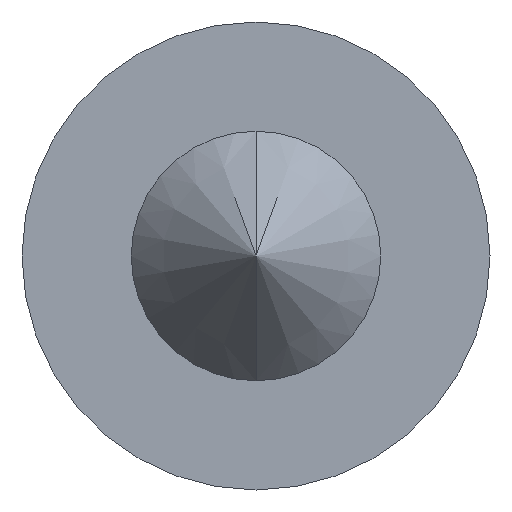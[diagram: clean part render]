
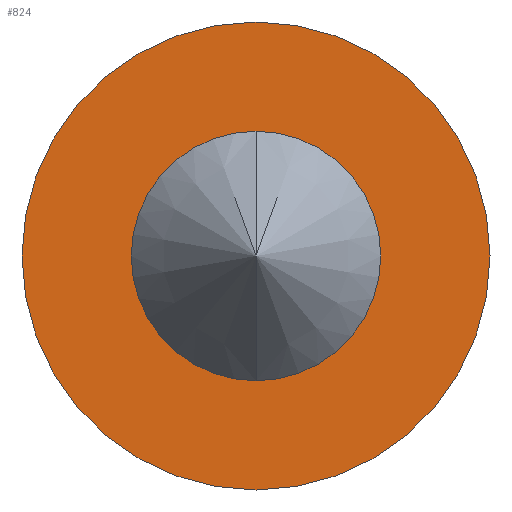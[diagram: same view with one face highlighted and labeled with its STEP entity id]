
A CAD part, front view. The second image highlights one B-rep face of the part: STEP entity #824.
In plain terms, the highlighted planar face has unit normal (0, -1, 0).
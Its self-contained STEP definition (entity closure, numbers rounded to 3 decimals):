
#25 = AXIS2_PLACEMENT_3D ( 'NONE', #283, #284, #285 ) ;
#47 = AXIS2_PLACEMENT_3D ( 'NONE', #716, #717, #718 ) ;
#103 = DIRECTION ( 'NONE',  ( 0., 1., 0. ) ) ;
#104 = DIRECTION ( 'NONE',  ( 0., 0., -1. ) ) ;
#283 = CARTESIAN_POINT ( 'NONE',  ( 0., 0., 0. ) ) ;
#284 = DIRECTION ( 'NONE',  ( 0., 1., 0. ) ) ;
#285 = DIRECTION ( 'NONE',  ( 0., 0., 1. ) ) ;
#347 = VERTEX_POINT ( 'NONE', #477 ) ;
#348 = VERTEX_POINT ( 'NONE', #478 ) ;
#349 = VERTEX_POINT ( 'NONE', #479 ) ;
#366 = VERTEX_POINT ( 'NONE', #496 ) ;
#377 = EDGE_LOOP ( 'NONE', ( #393, #394 ) ) ;
#378 = EDGE_LOOP ( 'NONE', ( #396, #395 ) ) ;
#393 = ORIENTED_EDGE ( 'NONE', *, *, #828, .T. ) ;
#394 = ORIENTED_EDGE ( 'NONE', *, *, #806, .T. ) ;
#395 = ORIENTED_EDGE ( 'NONE', *, *, #885, .F. ) ;
#396 = ORIENTED_EDGE ( 'NONE', *, *, #840, .F. ) ;
#477 = CARTESIAN_POINT ( 'NONE',  ( 0., 0., 7.5 ) ) ;
#478 = CARTESIAN_POINT ( 'NONE',  ( 0., 0., -3.5 ) ) ;
#479 = CARTESIAN_POINT ( 'NONE',  ( 0., 0., 3.5 ) ) ;
#496 = CARTESIAN_POINT ( 'NONE',  ( 0., 0., -7.5 ) ) ;
#518 = CARTESIAN_POINT ( 'NONE',  ( 0., 0., 0. ) ) ;
#642 = AXIS2_PLACEMENT_3D ( 'NONE', #518, #103, #104 ) ;
#665 = PLANE ( 'NONE',  #754 ) ;
#666 = CARTESIAN_POINT ( 'NONE',  ( 0., 0., 3. ) ) ;
#667 = DIRECTION ( 'NONE',  ( 0., -1., 0. ) ) ;
#668 = DIRECTION ( 'NONE',  ( 0., 0., -1. ) ) ;
#678 = CARTESIAN_POINT ( 'NONE',  ( 0., 0., 0. ) ) ;
#679 = DIRECTION ( 'NONE',  ( 0., 1., 0. ) ) ;
#680 = DIRECTION ( 'NONE',  ( 0., 0., -1. ) ) ;
#716 = CARTESIAN_POINT ( 'NONE',  ( 0., 0., 0. ) ) ;
#717 = DIRECTION ( 'NONE',  ( 0., 1., 0. ) ) ;
#718 = DIRECTION ( 'NONE',  ( 0., 0., 1. ) ) ;
#748 = FACE_BOUND ( 'NONE', #377, .T. ) ;
#751 = FACE_OUTER_BOUND ( 'NONE', #378, .T. ) ;
#754 = AXIS2_PLACEMENT_3D ( 'NONE', #666, #667, #668 ) ;
#755 = AXIS2_PLACEMENT_3D ( 'NONE', #678, #679, #680 ) ;
#806 = EDGE_CURVE ( 'NONE', #349, #348, #887, .T. ) ;
#824 = ADVANCED_FACE ( 'NONE', ( #748, #751 ), #665, .T. ) ;
#828 = EDGE_CURVE ( 'NONE', #348, #349, #895, .T. ) ;
#840 = EDGE_CURVE ( 'NONE', #347, #366, #900, .T. ) ;
#885 = EDGE_CURVE ( 'NONE', #366, #347, #920, .T. ) ;
#887 = CIRCLE ( 'NONE', #642, 3.5 ) ;
#895 = CIRCLE ( 'NONE', #755, 3.5 ) ;
#900 = CIRCLE ( 'NONE', #47, 7.5 ) ;
#920 = CIRCLE ( 'NONE', #25, 7.5 ) ;
